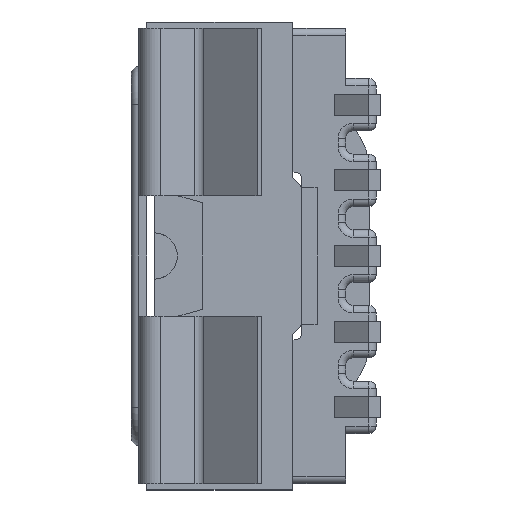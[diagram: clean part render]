
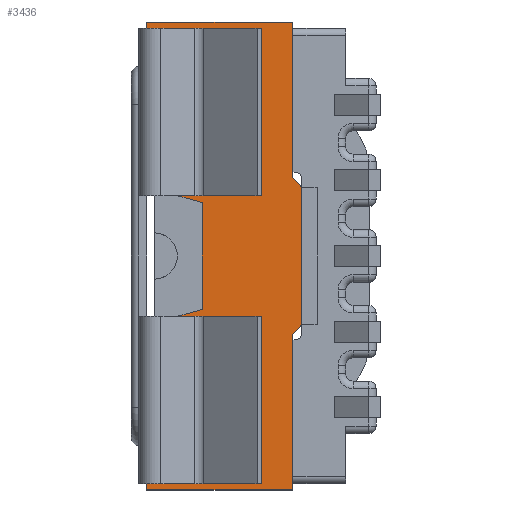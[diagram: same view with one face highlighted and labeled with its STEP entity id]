
A CAD part, left-side view. The second image highlights one B-rep face of the part: STEP entity #3436.
In plain terms, the highlighted planar face has unit normal (-1, 0, 0).
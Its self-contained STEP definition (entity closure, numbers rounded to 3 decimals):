
#1259 = EDGE_CURVE ( 'NONE', #4408, #8300, #7158, .T. ) ;
#1312 = VECTOR ( 'NONE', #14750, 1000. ) ;
#1463 = DIRECTION ( 'NONE',  ( 0., 0., -1. ) ) ;
#1509 = DIRECTION ( 'NONE',  ( 1., 0., 0. ) ) ;
#1586 = VECTOR ( 'NONE', #7763, 1000. ) ;
#1613 = ORIENTED_EDGE ( 'NONE', *, *, #7849, .F. ) ;
#1707 = CARTESIAN_POINT ( 'NONE',  ( 0., -7.7, 4.8 ) ) ;
#1802 = VECTOR ( 'NONE', #2962, 1000. ) ;
#1875 = CARTESIAN_POINT ( 'NONE',  ( 0., -2.57, 0. ) ) ;
#2496 = LINE ( 'NONE', #14836, #11675 ) ;
#2516 = ORIENTED_EDGE ( 'NONE', *, *, #13659, .F. ) ;
#2550 = EDGE_CURVE ( 'NONE', #5593, #6281, #10318, .T. ) ;
#2732 = CARTESIAN_POINT ( 'NONE',  ( 0., -7.7, 0. ) ) ;
#2798 = EDGE_CURVE ( 'NONE', #15088, #3461, #14935, .T. ) ;
#2809 = CARTESIAN_POINT ( 'NONE',  ( 0., 1.538, 2.2 ) ) ;
#2962 = DIRECTION ( 'NONE',  ( 0., -1., 0. ) ) ;
#3096 = CARTESIAN_POINT ( 'NONE',  ( 0., 7.7, 4.8 ) ) ;
#3190 = VECTOR ( 'NONE', #12561, 1000. ) ;
#3436 = ADVANCED_FACE ( 'NONE', ( #7990 ), #3885, .F. ) ;
#3461 = VERTEX_POINT ( 'NONE', #11247 ) ;
#3885 = PLANE ( 'NONE',  #6273 ) ;
#4289 = VERTEX_POINT ( 'NONE', #12709 ) ;
#4408 = VERTEX_POINT ( 'NONE', #3096 ) ;
#4583 = ORIENTED_EDGE ( 'NONE', *, *, #6720, .F. ) ;
#4948 = VECTOR ( 'NONE', #5431, 1000. ) ;
#5113 = VECTOR ( 'NONE', #12614, 1000. ) ;
#5178 = ORIENTED_EDGE ( 'NONE', *, *, #10870, .T. ) ;
#5431 = DIRECTION ( 'NONE',  ( 0., 0.707, -0.707 ) ) ;
#5493 = LINE ( 'NONE', #11333, #5113 ) ;
#5593 = VERTEX_POINT ( 'NONE', #11725 ) ;
#5884 = LINE ( 'NONE', #8973, #3190 ) ;
#5926 = CARTESIAN_POINT ( 'NONE',  ( 0., 1.755, 2.97 ) ) ;
#6273 = AXIS2_PLACEMENT_3D ( 'NONE', #13910, #1509, #1463 ) ;
#6281 = VERTEX_POINT ( 'NONE', #10723 ) ;
#6298 = LINE ( 'NONE', #6455, #15490 ) ;
#6330 = VECTOR ( 'NONE', #8212, 1000. ) ;
#6455 = CARTESIAN_POINT ( 'NONE',  ( 0., -7.7, 0. ) ) ;
#6720 = EDGE_CURVE ( 'NONE', #14815, #7422, #15122, .T. ) ;
#6809 = ORIENTED_EDGE ( 'NONE', *, *, #2550, .F. ) ;
#6811 = LINE ( 'NONE', #1707, #1802 ) ;
#7158 = LINE ( 'NONE', #11232, #1586 ) ;
#7422 = VERTEX_POINT ( 'NONE', #13077 ) ;
#7610 = DIRECTION ( 'NONE',  ( 0., -1., 0. ) ) ;
#7763 = DIRECTION ( 'NONE',  ( 0., -1., 0. ) ) ;
#7849 = EDGE_CURVE ( 'NONE', #15088, #5593, #6811, .T. ) ;
#7911 = LINE ( 'NONE', #9408, #13271 ) ;
#7990 = FACE_OUTER_BOUND ( 'NONE', #8467, .T. ) ;
#8212 = DIRECTION ( 'NONE',  ( 0., 0., -1. ) ) ;
#8237 = CARTESIAN_POINT ( 'NONE',  ( 0., 2.27, -0.3 ) ) ;
#8300 = VERTEX_POINT ( 'NONE', #12558 ) ;
#8467 = EDGE_LOOP ( 'NONE', ( #1613, #9195, #5178, #10610, #10508, #14709, #8551, #9064, #2516, #4583, #9182, #6809 ) ) ;
#8551 = ORIENTED_EDGE ( 'NONE', *, *, #10859, .T. ) ;
#8973 = CARTESIAN_POINT ( 'NONE',  ( 0., -7.7, 2.97 ) ) ;
#9064 = ORIENTED_EDGE ( 'NONE', *, *, #14835, .F. ) ;
#9182 = ORIENTED_EDGE ( 'NONE', *, *, #10159, .T. ) ;
#9195 = ORIENTED_EDGE ( 'NONE', *, *, #2798, .T. ) ;
#9408 = CARTESIAN_POINT ( 'NONE',  ( 0., 7.7, 4.8 ) ) ;
#9428 = DIRECTION ( 'NONE',  ( 0., 0., -1. ) ) ;
#9967 = DIRECTION ( 'NONE',  ( 0., 0.271, 0.963 ) ) ;
#10145 = EDGE_CURVE ( 'NONE', #14059, #8300, #12382, .T. ) ;
#10159 = EDGE_CURVE ( 'NONE', #14815, #6281, #6298, .T. ) ;
#10310 = CARTESIAN_POINT ( 'NONE',  ( 0., 2.57, 0. ) ) ;
#10318 = LINE ( 'NONE', #14177, #6330 ) ;
#10508 = ORIENTED_EDGE ( 'NONE', *, *, #1259, .F. ) ;
#10610 = ORIENTED_EDGE ( 'NONE', *, *, #10145, .T. ) ;
#10723 = CARTESIAN_POINT ( 'NONE',  ( 0., -7.7, 0. ) ) ;
#10859 = EDGE_CURVE ( 'NONE', #4289, #14967, #11796, .T. ) ;
#10870 = EDGE_CURVE ( 'NONE', #3461, #14059, #5884, .T. ) ;
#10922 = CARTESIAN_POINT ( 'NONE',  ( 0., -2.27, 4.8 ) ) ;
#10976 = CARTESIAN_POINT ( 'NONE',  ( 0., -2.668, 6.216 ) ) ;
#11232 = CARTESIAN_POINT ( 'NONE',  ( 0., -7.7, 4.8 ) ) ;
#11247 = CARTESIAN_POINT ( 'NONE',  ( 0., -1.755, 2.97 ) ) ;
#11333 = CARTESIAN_POINT ( 'NONE',  ( 0., 2.27, -0.3 ) ) ;
#11384 = CARTESIAN_POINT ( 'NONE',  ( 0., -2.57, 0. ) ) ;
#11635 = VECTOR ( 'NONE', #9967, 1000. ) ;
#11675 = VECTOR ( 'NONE', #13698, 1000. ) ;
#11725 = CARTESIAN_POINT ( 'NONE',  ( 0., -7.7, 4.8 ) ) ;
#11796 = LINE ( 'NONE', #2732, #12954 ) ;
#12382 = LINE ( 'NONE', #2809, #11635 ) ;
#12387 = EDGE_CURVE ( 'NONE', #4408, #4289, #7911, .T. ) ;
#12558 = CARTESIAN_POINT ( 'NONE',  ( 0., 2.27, 4.8 ) ) ;
#12561 = DIRECTION ( 'NONE',  ( 0., 1., 0. ) ) ;
#12614 = DIRECTION ( 'NONE',  ( 0., 0.707, 0.707 ) ) ;
#12709 = CARTESIAN_POINT ( 'NONE',  ( 0., 7.7, 0. ) ) ;
#12954 = VECTOR ( 'NONE', #13879, 1000. ) ;
#13077 = CARTESIAN_POINT ( 'NONE',  ( 0., -2.27, -0.3 ) ) ;
#13271 = VECTOR ( 'NONE', #9428, 1000. ) ;
#13410 = VERTEX_POINT ( 'NONE', #8237 ) ;
#13659 = EDGE_CURVE ( 'NONE', #7422, #13410, #2496, .T. ) ;
#13698 = DIRECTION ( 'NONE',  ( 0., 1., 0. ) ) ;
#13879 = DIRECTION ( 'NONE',  ( 0., -1., 0. ) ) ;
#13910 = CARTESIAN_POINT ( 'NONE',  ( 0., -7.7, 4.8 ) ) ;
#14059 = VERTEX_POINT ( 'NONE', #5926 ) ;
#14177 = CARTESIAN_POINT ( 'NONE',  ( 0., -7.7, 4.8 ) ) ;
#14709 = ORIENTED_EDGE ( 'NONE', *, *, #12387, .T. ) ;
#14750 = DIRECTION ( 'NONE',  ( 0., 0.271, -0.963 ) ) ;
#14815 = VERTEX_POINT ( 'NONE', #11384 ) ;
#14835 = EDGE_CURVE ( 'NONE', #13410, #14967, #5493, .T. ) ;
#14836 = CARTESIAN_POINT ( 'NONE',  ( 0., -2.27, -0.3 ) ) ;
#14935 = LINE ( 'NONE', #10976, #1312 ) ;
#14967 = VERTEX_POINT ( 'NONE', #10310 ) ;
#15088 = VERTEX_POINT ( 'NONE', #10922 ) ;
#15122 = LINE ( 'NONE', #1875, #4948 ) ;
#15490 = VECTOR ( 'NONE', #7610, 1000. ) ;
